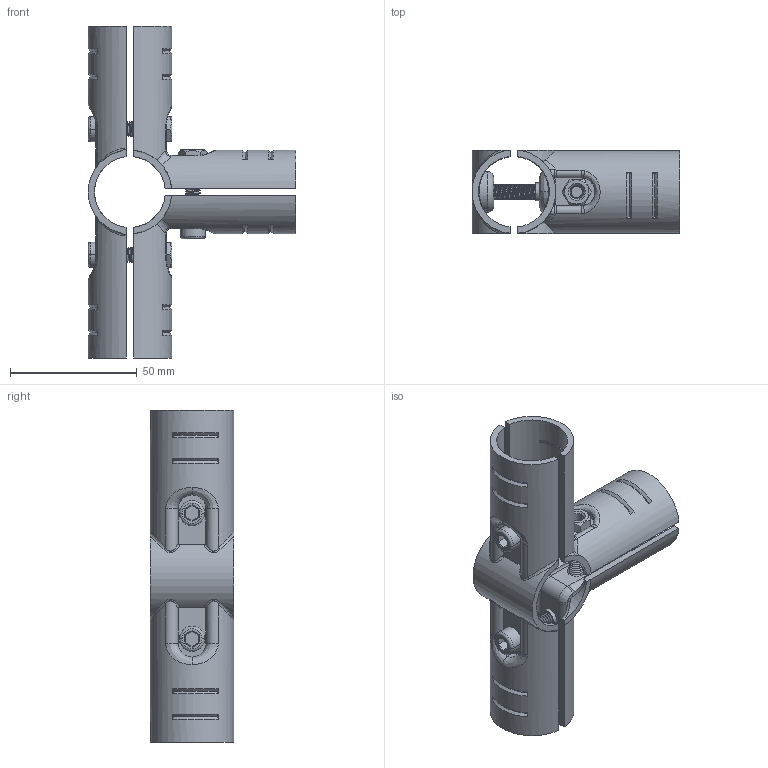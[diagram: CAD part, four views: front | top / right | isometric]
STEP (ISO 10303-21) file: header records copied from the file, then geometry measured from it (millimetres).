
FILE_DESCRIPTION((''),'2;1');
FILE_NAME('DF-3-Z_ASM','2021-06-01T09:37:09',('Administrator'),(''),'CREO PARAMETRIC BY PTC INC, 2019224','CREO PARAMETRIC BY PTC INC, 2019224','');
FILE_SCHEMA(('CONFIG_CONTROL_DESIGN'));
Length unit declared in the file: millimetre
Products named in the file (5): D-4; D-2; F-180-1; F-170; DF-3-Z_ASM
Assembly tree (9 placements, depth 2):
  DF-3-Z_ASM
    D-4
    D-2  x2
    F-180-1  x3
    F-170  x3
Bounding box: 82 x 33.11 x 131 mm (x, y, z)
Volume: 42276.1 mm3; surface area: 38929.5 mm2
Topology: 9 solids, 9 shells, 630 faces, 1612 edges, 1033 vertices
Faces by surface type: cylinder 256, plane 154, bspline 136, cone 48, torus 36
Entity records: 19162 total; most frequent: CARTESIAN_POINT 12068, ORIENTED_EDGE 1606, DIRECTION 1222, EDGE_CURVE 803, VERTEX_POINT 515, AXIS2_PLACEMENT_3D 471, EDGE_LOOP 344, FACE_OUTER_BOUND 315
